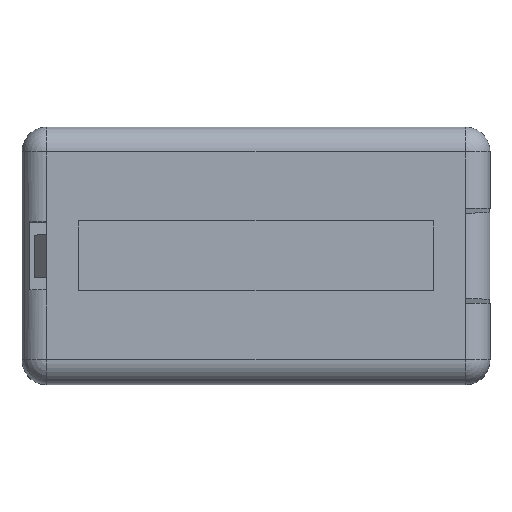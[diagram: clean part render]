
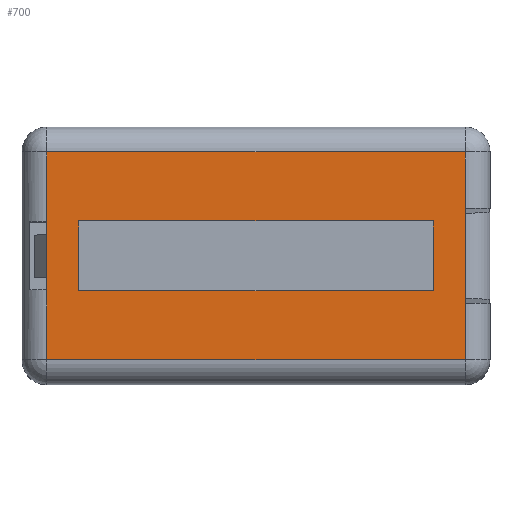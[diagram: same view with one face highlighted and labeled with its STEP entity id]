
A CAD part, top view. The second image highlights one B-rep face of the part: STEP entity #700.
In plain terms, the highlighted face is planar.
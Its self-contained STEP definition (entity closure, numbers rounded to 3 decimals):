
#700 = ADVANCED_FACE( '', ( #1495, #1496 ), #1497, .F. );
#1495 = FACE_BOUND( '', #2389, .T. );
#1496 = FACE_OUTER_BOUND( '', #2390, .T. );
#1497 = PLANE( '', #2391 );
#2389 = EDGE_LOOP( '', ( #4480, #4481, #4482, #4483 ) );
#2390 = EDGE_LOOP( '', ( #4484, #4485, #4486, #4487, #4488, #4489, #4490, #4491 ) );
#2391 = AXIS2_PLACEMENT_3D( '', #4492, #4493, #4494 );
#4480 = ORIENTED_EDGE( '', *, *, #6499, .F. );
#4481 = ORIENTED_EDGE( '', *, *, #6437, .F. );
#4482 = ORIENTED_EDGE( '', *, *, #6500, .F. );
#4483 = ORIENTED_EDGE( '', *, *, #6260, .F. );
#4484 = ORIENTED_EDGE( '', *, *, #6241, .T. );
#4485 = ORIENTED_EDGE( '', *, *, #6501, .T. );
#4486 = ORIENTED_EDGE( '', *, *, #6502, .T. );
#4487 = ORIENTED_EDGE( '', *, *, #6503, .T. );
#4488 = ORIENTED_EDGE( '', *, *, #6323, .T. );
#4489 = ORIENTED_EDGE( '', *, *, #6504, .T. );
#4490 = ORIENTED_EDGE( '', *, *, #6296, .T. );
#4491 = ORIENTED_EDGE( '', *, *, #6505, .T. );
#4492 = CARTESIAN_POINT( '', ( -15.41, -7.66, 0. ) );
#4493 = DIRECTION( '', ( 0., 0., 1. ) );
#4494 = DIRECTION( '', ( 1., 0., 0. ) );
#6241 = EDGE_CURVE( '', #7820, #7079, #7822, .F. );
#6260 = EDGE_CURVE( '', #7849, #7850, #7851, .T. );
#6296 = EDGE_CURVE( '', #7899, #6993, #7900, .F. );
#6323 = EDGE_CURVE( '', #6976, #7940, #7942, .F. );
#6437 = EDGE_CURVE( '', #8097, #8098, #8099, .T. );
#6499 = EDGE_CURVE( '', #8098, #7849, #8180, .T. );
#6500 = EDGE_CURVE( '', #7850, #8097, #8181, .T. );
#6501 = EDGE_CURVE( '', #7079, #8182, #8183, .F. );
#6502 = EDGE_CURVE( '', #8182, #8184, #8185, .F. );
#6503 = EDGE_CURVE( '', #8184, #6976, #8186, .F. );
#6504 = EDGE_CURVE( '', #7940, #7899, #8187, .F. );
#6505 = EDGE_CURVE( '', #6993, #7820, #8188, .F. );
#6976 = VERTEX_POINT( '', #8799 );
#6993 = VERTEX_POINT( '', #8822 );
#7079 = VERTEX_POINT( '', #8948 );
#7820 = VERTEX_POINT( '', #10030 );
#7822 = LINE( '', #10032, #10033 );
#7849 = VERTEX_POINT( '', #10071 );
#7850 = VERTEX_POINT( '', #10072 );
#7851 = LINE( '', #10073, #10074 );
#7899 = VERTEX_POINT( '', #10145 );
#7900 = LINE( '', #10146, #10147 );
#7940 = VERTEX_POINT( '', #10206 );
#7942 = LINE( '', #10208, #10209 );
#8097 = VERTEX_POINT( '', #10441 );
#8098 = VERTEX_POINT( '', #10442 );
#8099 = LINE( '', #10443, #10444 );
#8180 = LINE( '', #10577, #10578 );
#8181 = LINE( '', #10579, #10580 );
#8182 = VERTEX_POINT( '', #10581 );
#8183 = LINE( '', #10582, #10583 );
#8184 = VERTEX_POINT( '', #10584 );
#8185 = LINE( '', #10585, #10586 );
#8186 = LINE( '', #10587, #10588 );
#8187 = LINE( '', #10589, #10590 );
#8188 = LINE( '', #10591, #10592 );
#8799 = CARTESIAN_POINT( '', ( 15.41, -7.66, 0. ) );
#8822 = CARTESIAN_POINT( '', ( -15.41, 3.5, 0. ) );
#8948 = CARTESIAN_POINT( '', ( 15.41, 7.66, 0. ) );
#10030 = CARTESIAN_POINT( '', ( -15.41, 7.66, 0. ) );
#10032 = CARTESIAN_POINT( '', ( -15.41, 7.66, 0. ) );
#10033 = VECTOR( '', #11522, 1000. );
#10071 = CARTESIAN_POINT( '', ( 13.05, 2.575, 0. ) );
#10072 = CARTESIAN_POINT( '', ( 13.05, -2.575, 0. ) );
#10073 = CARTESIAN_POINT( '', ( 13.05, 2.575, 0. ) );
#10074 = VECTOR( '', #11537, 1000. );
#10145 = CARTESIAN_POINT( '', ( -15.41, -3.5, 0. ) );
#10146 = CARTESIAN_POINT( '', ( -15.41, -7.66, 0. ) );
#10147 = VECTOR( '', #11564, 1000. );
#10206 = CARTESIAN_POINT( '', ( -15.41, -7.66, 0. ) );
#10208 = CARTESIAN_POINT( '', ( -15.41, -7.66, 0. ) );
#10209 = VECTOR( '', #11587, 1000. );
#10441 = CARTESIAN_POINT( '', ( -13.05, -2.575, 0. ) );
#10442 = CARTESIAN_POINT( '', ( -13.05, 2.575, 0. ) );
#10443 = CARTESIAN_POINT( '', ( -13.05, -2.575, 0. ) );
#10444 = VECTOR( '', #11683, 1000. );
#10577 = CARTESIAN_POINT( '', ( -13.05, 2.575, 0. ) );
#10578 = VECTOR( '', #11736, 1000. );
#10579 = CARTESIAN_POINT( '', ( 13.05, -2.575, 0. ) );
#10580 = VECTOR( '', #11737, 1000. );
#10581 = CARTESIAN_POINT( '', ( 15.41, 2.5, 0. ) );
#10582 = CARTESIAN_POINT( '', ( 15.41, -7.66, 0. ) );
#10583 = VECTOR( '', #11738, 1000. );
#10584 = CARTESIAN_POINT( '', ( 15.41, -2.5, 0. ) );
#10585 = CARTESIAN_POINT( '', ( 15.41, -7.66, 0. ) );
#10586 = VECTOR( '', #11739, 1000. );
#10587 = CARTESIAN_POINT( '', ( 15.41, -7.66, 0. ) );
#10588 = VECTOR( '', #11740, 1000. );
#10589 = CARTESIAN_POINT( '', ( -15.41, -7.66, 0. ) );
#10590 = VECTOR( '', #11741, 1000. );
#10591 = CARTESIAN_POINT( '', ( -15.41, -7.66, 0. ) );
#10592 = VECTOR( '', #11742, 1000. );
#11522 = DIRECTION( '', ( -1., 0., 0. ) );
#11537 = DIRECTION( '', ( 0., -1., 0. ) );
#11564 = DIRECTION( '', ( 0., -1., 0. ) );
#11587 = DIRECTION( '', ( 1., 0., 0. ) );
#11683 = DIRECTION( '', ( 0., 1., 0. ) );
#11736 = DIRECTION( '', ( 1., 0., 0. ) );
#11737 = DIRECTION( '', ( -1., 0., 0. ) );
#11738 = DIRECTION( '', ( 0., 1., 0. ) );
#11739 = DIRECTION( '', ( 0., 1., 0. ) );
#11740 = DIRECTION( '', ( 0., 1., 0. ) );
#11741 = DIRECTION( '', ( 0., -1., 0. ) );
#11742 = DIRECTION( '', ( 0., -1., 0. ) );
